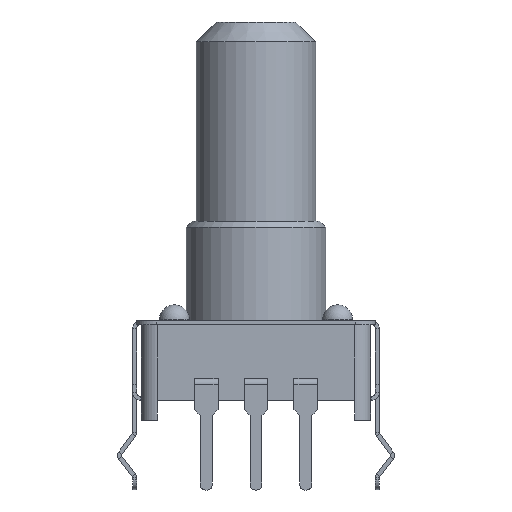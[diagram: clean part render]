
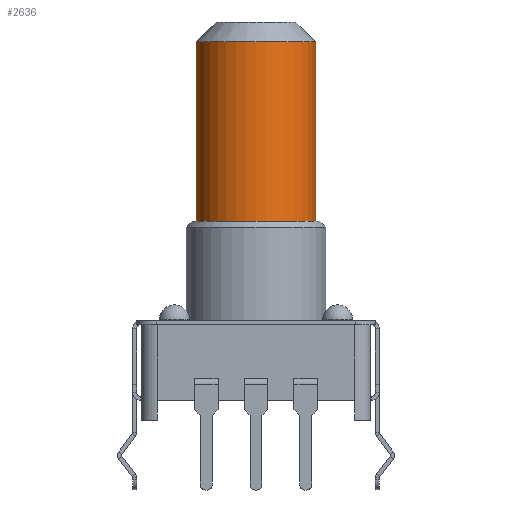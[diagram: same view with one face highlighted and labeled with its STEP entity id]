
A CAD part, front view. The second image highlights one B-rep face of the part: STEP entity #2636.
In plain terms, the highlighted cylindrical face has radius 3 mm (diameter 6 mm), a partial arc.
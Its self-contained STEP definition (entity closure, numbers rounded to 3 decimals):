
#680 = DIRECTION ( 'NONE',  ( 0., 0., -1. ) ) ;
#1389 = EDGE_LOOP ( 'NONE', ( #14071, #4198, #3908, #9705 ) ) ;
#1539 = CARTESIAN_POINT ( 'NONE',  ( 3., 0., 10. ) ) ;
#2263 = CARTESIAN_POINT ( 'NONE',  ( -3., 0., 10. ) ) ;
#2546 = EDGE_CURVE ( 'NONE', #25840, #18560, #20452, .T. ) ;
#2636 = ADVANCED_FACE ( 'NONE', ( #9097 ), #25067, .T. ) ;
#3735 = AXIS2_PLACEMENT_3D ( 'NONE', #13679, #13410, #15431 ) ;
#3908 = ORIENTED_EDGE ( 'NONE', *, *, #24898, .T. ) ;
#4128 = DIRECTION ( 'NONE',  ( 0., 0., -1. ) ) ;
#4198 = ORIENTED_EDGE ( 'NONE', *, *, #16158, .T. ) ;
#4805 = CARTESIAN_POINT ( 'NONE',  ( 0., 0., 19. ) ) ;
#5193 = DIRECTION ( 'NONE',  ( 0., 0., -1. ) ) ;
#6732 = LINE ( 'NONE', #17146, #26015 ) ;
#7851 = VERTEX_POINT ( 'NONE', #15155 ) ;
#8084 = AXIS2_PLACEMENT_3D ( 'NONE', #4805, #5193, #10997 ) ;
#8139 = CARTESIAN_POINT ( 'NONE',  ( 0., 0., 10. ) ) ;
#8400 = DIRECTION ( 'NONE',  ( 0., 0., 1. ) ) ;
#8964 = CIRCLE ( 'NONE', #24492, 3. ) ;
#9097 = FACE_OUTER_BOUND ( 'NONE', #1389, .T. ) ;
#9705 = ORIENTED_EDGE ( 'NONE', *, *, #18961, .T. ) ;
#10628 = VECTOR ( 'NONE', #4128, 1000. ) ;
#10997 = DIRECTION ( 'NONE',  ( 1., 0., 0. ) ) ;
#11074 = CIRCLE ( 'NONE', #8084, 3. ) ;
#12317 = DIRECTION ( 'NONE',  ( 1., 0., 0. ) ) ;
#13410 = DIRECTION ( 'NONE',  ( 0., 0., -1. ) ) ;
#13679 = CARTESIAN_POINT ( 'NONE',  ( 0., 0., 20. ) ) ;
#14071 = ORIENTED_EDGE ( 'NONE', *, *, #2546, .F. ) ;
#15155 = CARTESIAN_POINT ( 'NONE',  ( -3., 0., 19. ) ) ;
#15431 = DIRECTION ( 'NONE',  ( -1., 0., 0. ) ) ;
#16158 = EDGE_CURVE ( 'NONE', #25840, #7851, #11074, .T. ) ;
#17146 = CARTESIAN_POINT ( 'NONE',  ( -3., 0., 20. ) ) ;
#18560 = VERTEX_POINT ( 'NONE', #1539 ) ;
#18961 = EDGE_CURVE ( 'NONE', #25199, #18560, #8964, .T. ) ;
#19152 = CARTESIAN_POINT ( 'NONE',  ( 3., 0., 19. ) ) ;
#20452 = LINE ( 'NONE', #22365, #10628 ) ;
#22365 = CARTESIAN_POINT ( 'NONE',  ( 3., 0., 20. ) ) ;
#24492 = AXIS2_PLACEMENT_3D ( 'NONE', #8139, #8400, #12317 ) ;
#24898 = EDGE_CURVE ( 'NONE', #7851, #25199, #6732, .T. ) ;
#25067 = CYLINDRICAL_SURFACE ( 'NONE', #3735, 3. ) ;
#25199 = VERTEX_POINT ( 'NONE', #2263 ) ;
#25840 = VERTEX_POINT ( 'NONE', #19152 ) ;
#26015 = VECTOR ( 'NONE', #680, 1000. ) ;
